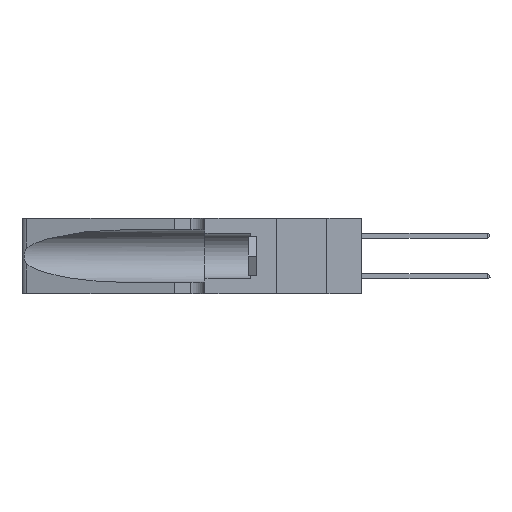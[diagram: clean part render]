
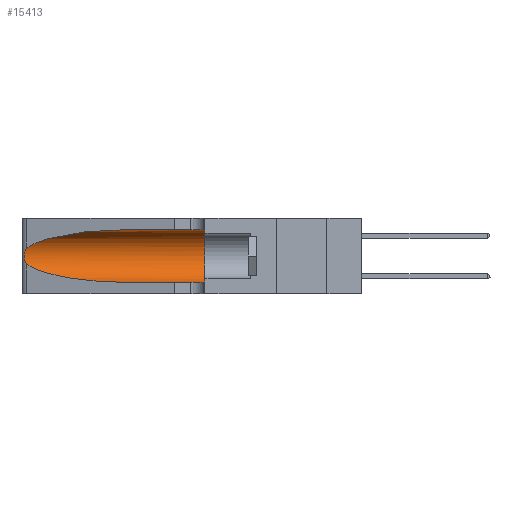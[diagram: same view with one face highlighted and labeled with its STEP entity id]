
A CAD part, left-side view. The second image highlights one B-rep face of the part: STEP entity #15413.
In plain terms, the highlighted cylindrical face has radius 3.308 mm (diameter 6.617 mm), a partial arc.
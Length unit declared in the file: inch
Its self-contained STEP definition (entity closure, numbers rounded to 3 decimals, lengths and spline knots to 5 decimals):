
#843 = B_SPLINE_CURVE_WITH_KNOTS ( 'NONE', 3,
 ( #16343, #6283, #24078, #8941, #11486, #14600, #6733, #17100, #22201, #16774, #19188, #32134, #26822, #19655 ),
 .UNSPECIFIED., .F., .F.,
 ( 4, 2, 2, 2, 2, 2, 4 ),
 ( 0., 0.00027, 0.00053, 0.00107, 0.0016, 0.00187, 0.00214 ),
 .UNSPECIFIED. ) ;
#1092 = EDGE_CURVE ( 'NONE', #20573, #13357, #843, .T. ) ;
#1211 = CARTESIAN_POINT ( 'NONE',  ( 0.1305, 0.72297, 0.31525 ) ) ;
#3264 =( BOUNDED_CURVE ( )  B_SPLINE_CURVE ( 3, ( #10389, #14597, #19653, #6732 ),
 .UNSPECIFIED., .F., .T. ) 
 B_SPLINE_CURVE_WITH_KNOTS ( ( 4, 4 ),
 ( 1.5708, 2.84003 ),
 .UNSPECIFIED. ) 
 CURVE ( )  GEOMETRIC_REPRESENTATION_ITEM ( )  RATIONAL_B_SPLINE_CURVE ( ( 1., 0.87, 0.87, 1. ) ) 
 REPRESENTATION_ITEM ( '' )  );
#3304 = CARTESIAN_POINT ( 'NONE',  ( 0.1305, 1.61858, 0.185 ) ) ;
#4003 = FACE_OUTER_BOUND ( 'NONE', #5285, .T. ) ;
#5285 = EDGE_LOOP ( 'NONE', ( #17163, #7297, #14983, #15215, #13188, #9184 ) ) ;
#5838 = DIRECTION ( 'NONE',  ( 0., -1., 0. ) ) ;
#6283 = CARTESIAN_POINT ( 'NONE',  ( 0.25555, 1.22994, 0.2215 ) ) ;
#6536 = CARTESIAN_POINT ( 'NONE',  ( 0.1305, 0.35, 0.31525 ) ) ;
#6732 = CARTESIAN_POINT ( 'NONE',  ( 0.25487, 1.22718, 0.22369 ) ) ;
#6733 = CARTESIAN_POINT ( 'NONE',  ( 0.26075, 1.23896, 0.19203 ) ) ;
#7297 = ORIENTED_EDGE ( 'NONE', *, *, #1092, .T. ) ;
#7304 =( BOUNDED_CURVE ( )  B_SPLINE_CURVE ( 3, ( #25325, #7758, #32616, #32510 ),
 .UNSPECIFIED., .F., .F. ) 
 B_SPLINE_CURVE_WITH_KNOTS ( ( 4, 4 ),
 ( 3.44316, 4.71239 ),
 .UNSPECIFIED. ) 
 CURVE ( )  GEOMETRIC_REPRESENTATION_ITEM ( )  RATIONAL_B_SPLINE_CURVE ( ( 1., 0.87, 0.87, 1. ) ) 
 REPRESENTATION_ITEM ( '' )  );
#7355 = CARTESIAN_POINT ( 'NONE',  ( 0.25487, 1.22718, 0.22369 ) ) ;
#7758 = CARTESIAN_POINT ( 'NONE',  ( 0.2373, 1.15595, 0.08982 ) ) ;
#7765 = DIRECTION ( 'NONE',  ( 0., 0., 1. ) ) ;
#8941 = CARTESIAN_POINT ( 'NONE',  ( 0.25787, 1.23484, 0.2124 ) ) ;
#9184 = ORIENTED_EDGE ( 'NONE', *, *, #20562, .F. ) ;
#9320 = LINE ( 'NONE', #14452, #23937 ) ;
#10389 = CARTESIAN_POINT ( 'NONE',  ( 0.1305, 0.72297, 0.31525 ) ) ;
#11486 = CARTESIAN_POINT ( 'NONE',  ( 0.25854, 1.2359, 0.20912 ) ) ;
#12128 = DIRECTION ( 'NONE',  ( 0., -1., 0. ) ) ;
#12748 = CARTESIAN_POINT ( 'NONE',  ( 0.1305, 0.35, 0.185 ) ) ;
#13188 = ORIENTED_EDGE ( 'NONE', *, *, #18914, .F. ) ;
#13357 = VERTEX_POINT ( 'NONE', #31757 ) ;
#13818 = CARTESIAN_POINT ( 'NONE',  ( 0.1305, 0.35, 0.05475 ) ) ;
#14452 = CARTESIAN_POINT ( 'NONE',  ( 0.1305, 1.61858, 0.05475 ) ) ;
#14597 = CARTESIAN_POINT ( 'NONE',  ( 0.18966, 0.96281, 0.31525 ) ) ;
#14600 = CARTESIAN_POINT ( 'NONE',  ( 0.26018, 1.23835, 0.19895 ) ) ;
#14783 = DIRECTION ( 'NONE',  ( 0., -1., 0. ) ) ;
#14983 = ORIENTED_EDGE ( 'NONE', *, *, #26003, .T. ) ;
#15215 = ORIENTED_EDGE ( 'NONE', *, *, #20511, .T. ) ;
#15413 = ADVANCED_FACE ( 'NONE', ( #4003 ), #20222, .F. ) ;
#16343 = CARTESIAN_POINT ( 'NONE',  ( 0.25487, 1.22718, 0.22369 ) ) ;
#16427 = CIRCLE ( 'NONE', #25969, 0.13025 ) ;
#16774 = CARTESIAN_POINT ( 'NONE',  ( 0.25856, 1.23593, 0.16098 ) ) ;
#17100 = CARTESIAN_POINT ( 'NONE',  ( 0.26075, 1.23896, 0.178 ) ) ;
#17163 = ORIENTED_EDGE ( 'NONE', *, *, #20227, .T. ) ;
#17822 = CARTESIAN_POINT ( 'NONE',  ( 0.1305, 0.72297, 0.05475 ) ) ;
#17857 = DIRECTION ( 'NONE',  ( 0., 0., -1. ) ) ;
#18914 = EDGE_CURVE ( 'NONE', #23920, #21667, #16427, .T. ) ;
#19188 = CARTESIAN_POINT ( 'NONE',  ( 0.25789, 1.23486, 0.15765 ) ) ;
#19653 = CARTESIAN_POINT ( 'NONE',  ( 0.2373, 1.15595, 0.28018 ) ) ;
#19655 = CARTESIAN_POINT ( 'NONE',  ( 0.25487, 1.22718, 0.14631 ) ) ;
#20222 = CYLINDRICAL_SURFACE ( 'NONE', #25496, 0.13025 ) ;
#20227 = EDGE_CURVE ( 'NONE', #24975, #20573, #3264, .T. ) ;
#20511 = EDGE_CURVE ( 'NONE', #28993, #21667, #9320, .T. ) ;
#20562 = EDGE_CURVE ( 'NONE', #24975, #23920, #25926, .T. ) ;
#20573 = VERTEX_POINT ( 'NONE', #7355 ) ;
#21667 = VERTEX_POINT ( 'NONE', #13818 ) ;
#22201 = CARTESIAN_POINT ( 'NONE',  ( 0.26017, 1.23833, 0.17102 ) ) ;
#23920 = VERTEX_POINT ( 'NONE', #6536 ) ;
#23937 = VECTOR ( 'NONE', #12128, 39.37008 ) ;
#24078 = CARTESIAN_POINT ( 'NONE',  ( 0.25639, 1.23184, 0.21858 ) ) ;
#24975 = VERTEX_POINT ( 'NONE', #1211 ) ;
#25325 = CARTESIAN_POINT ( 'NONE',  ( 0.25487, 1.22718, 0.14631 ) ) ;
#25496 = AXIS2_PLACEMENT_3D ( 'NONE', #3304, #5838, #17857 ) ;
#25926 = LINE ( 'NONE', #27118, #26292 ) ;
#25969 = AXIS2_PLACEMENT_3D ( 'NONE', #12748, #30216, #7765 ) ;
#26003 = EDGE_CURVE ( 'NONE', #13357, #28993, #7304, .T. ) ;
#26292 = VECTOR ( 'NONE', #14783, 39.37008 ) ;
#26822 = CARTESIAN_POINT ( 'NONE',  ( 0.25555, 1.22993, 0.14849 ) ) ;
#27118 = CARTESIAN_POINT ( 'NONE',  ( 0.1305, 1.61858, 0.31525 ) ) ;
#28993 = VERTEX_POINT ( 'NONE', #17822 ) ;
#30216 = DIRECTION ( 'NONE',  ( 0., 1., 0. ) ) ;
#31757 = CARTESIAN_POINT ( 'NONE',  ( 0.25487, 1.22718, 0.14631 ) ) ;
#32134 = CARTESIAN_POINT ( 'NONE',  ( 0.25639, 1.23186, 0.15144 ) ) ;
#32510 = CARTESIAN_POINT ( 'NONE',  ( 0.1305, 0.72297, 0.05475 ) ) ;
#32616 = CARTESIAN_POINT ( 'NONE',  ( 0.18966, 0.96281, 0.05475 ) ) ;
